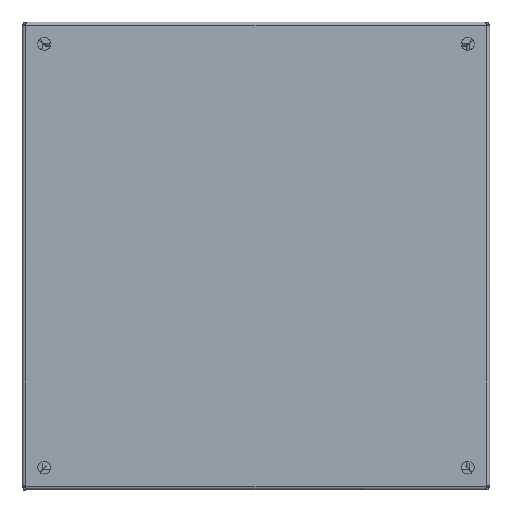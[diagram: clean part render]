
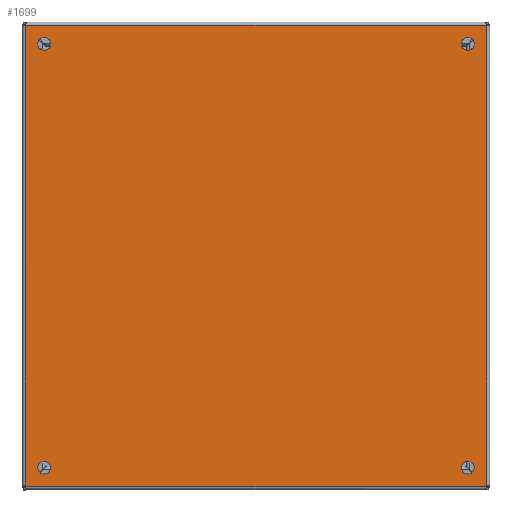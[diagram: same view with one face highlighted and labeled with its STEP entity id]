
A CAD part, top view. The second image highlights one B-rep face of the part: STEP entity #1699.
In plain terms, the highlighted planar face has unit normal (0, 0, 1).
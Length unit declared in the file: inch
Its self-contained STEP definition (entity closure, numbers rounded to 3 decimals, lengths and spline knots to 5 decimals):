
#1112 = DIRECTION ( 'NONE',  ( -1., 0., 0. ) ) ;
#1699 = ADVANCED_FACE ( 'NONE', ( #9864, #68287, #34619, #65339, #70275 ), #44909, .F. ) ;
#3081 = VERTEX_POINT ( 'NONE', #78546 ) ;
#3195 = VECTOR ( 'NONE', #25478, 39.37008 ) ;
#3226 = VERTEX_POINT ( 'NONE', #35365 ) ;
#4173 = VERTEX_POINT ( 'NONE', #14474 ) ;
#4198 = DIRECTION ( 'NONE',  ( 0., 0., 1. ) ) ;
#5243 = EDGE_CURVE ( 'NONE', #59165, #58598, #29989, .T. ) ;
#5350 = AXIS2_PLACEMENT_3D ( 'NONE', #63242, #76832, #38652 ) ;
#5977 = EDGE_LOOP ( 'NONE', ( #13804 ) ) ;
#6107 = CARTESIAN_POINT ( 'NONE',  ( 15.76975, 7.875, 8.9175 ) ) ;
#6232 = CARTESIAN_POINT ( 'NONE',  ( 0.40625, 15.125, 8.9175 ) ) ;
#9864 = FACE_BOUND ( 'NONE', #10997, .T. ) ;
#10053 = DIRECTION ( 'NONE',  ( -1., 0., 0. ) ) ;
#10997 = EDGE_LOOP ( 'NONE', ( #74387 ) ) ;
#11188 = DIRECTION ( 'NONE',  ( -1., 0., 0. ) ) ;
#11990 = LINE ( 'NONE', #46729, #77330 ) ;
#12075 = VERTEX_POINT ( 'NONE', #66763 ) ;
#13327 = CIRCLE ( 'NONE', #57172, 0.21875 ) ;
#13341 = ORIENTED_EDGE ( 'NONE', *, *, #37002, .F. ) ;
#13371 = CARTESIAN_POINT ( 'NONE',  ( 7.875, 7.875, 8.9175 ) ) ;
#13583 = EDGE_CURVE ( 'NONE', #20155, #20155, #13327, .T. ) ;
#13668 = ORIENTED_EDGE ( 'NONE', *, *, #43304, .T. ) ;
#13804 = ORIENTED_EDGE ( 'NONE', *, *, #72133, .F. ) ;
#14474 = CARTESIAN_POINT ( 'NONE',  ( -0.00777, 15.76975, 8.9175 ) ) ;
#14548 = VERTEX_POINT ( 'NONE', #25135 ) ;
#15535 = ORIENTED_EDGE ( 'NONE', *, *, #75864, .F. ) ;
#15988 = AXIS2_PLACEMENT_3D ( 'NONE', #26795, #71079, #76614 ) ;
#18866 = DIRECTION ( 'NONE',  ( 0., 1., 0. ) ) ;
#19968 = AXIS2_PLACEMENT_3D ( 'NONE', #47963, #4198, #10053 ) ;
#20127 = EDGE_LOOP ( 'NONE', ( #67744, #40330, #72454, #35480, #13668, #15535, #65933, #34171 ) ) ;
#20155 = VERTEX_POINT ( 'NONE', #6232 ) ;
#21603 = LINE ( 'NONE', #78057, #61160 ) ;
#22147 = CARTESIAN_POINT ( 'NONE',  ( 15.81289, 15.81289, 8.9175 ) ) ;
#22878 = AXIS2_PLACEMENT_3D ( 'NONE', #31402, #30592, #49952 ) ;
#25093 = CARTESIAN_POINT ( 'NONE',  ( 15.76975, 15.75777, 8.9175 ) ) ;
#25135 = CARTESIAN_POINT ( 'NONE',  ( 15.75777, -0.01975, 8.9175 ) ) ;
#25145 = EDGE_LOOP ( 'NONE', ( #13341 ) ) ;
#25478 = DIRECTION ( 'NONE',  ( 0., -1., 0. ) ) ;
#26195 = CARTESIAN_POINT ( 'NONE',  ( -0.01975, -0.00777, 8.9175 ) ) ;
#26795 = CARTESIAN_POINT ( 'NONE',  ( 15.125, 15.125, 8.9175 ) ) ;
#27087 = CARTESIAN_POINT ( 'NONE',  ( -0.06289, -0.06289, 8.9175 ) ) ;
#28328 = VECTOR ( 'NONE', #18866, 39.37008 ) ;
#29989 = LINE ( 'NONE', #6107, #3195 ) ;
#30592 = DIRECTION ( 'NONE',  ( 0., 0., -1. ) ) ;
#31027 = VERTEX_POINT ( 'NONE', #26195 ) ;
#31402 = CARTESIAN_POINT ( 'NONE',  ( -0.06289, 15.81289, 8.9175 ) ) ;
#32777 = CIRCLE ( 'NONE', #62733, 0.07 ) ;
#33175 = DIRECTION ( 'NONE',  ( 0., 0., -1. ) ) ;
#33958 = EDGE_CURVE ( 'NONE', #14548, #58598, #52043, .T. ) ;
#34171 = ORIENTED_EDGE ( 'NONE', *, *, #77328, .F. ) ;
#34619 = FACE_BOUND ( 'NONE', #5977, .T. ) ;
#34861 = DIRECTION ( 'NONE',  ( 1., 0., 0. ) ) ;
#35365 = CARTESIAN_POINT ( 'NONE',  ( -0.00777, -0.01975, 8.9175 ) ) ;
#35480 = ORIENTED_EDGE ( 'NONE', *, *, #39314, .F. ) ;
#37002 = EDGE_CURVE ( 'NONE', #12075, #12075, #49883, .T. ) ;
#38652 = DIRECTION ( 'NONE',  ( -1., 0., 0. ) ) ;
#38843 = EDGE_LOOP ( 'NONE', ( #59286 ) ) ;
#39314 = EDGE_CURVE ( 'NONE', #4173, #3081, #21603, .T. ) ;
#39787 = VERTEX_POINT ( 'NONE', #47970 ) ;
#40330 = ORIENTED_EDGE ( 'NONE', *, *, #5243, .F. ) ;
#40609 = EDGE_CURVE ( 'NONE', #39787, #39787, #57736, .T. ) ;
#43038 = CIRCLE ( 'NONE', #5350, 0.21875 ) ;
#43304 = EDGE_CURVE ( 'NONE', #4173, #73814, #61309, .T. ) ;
#44909 = PLANE ( 'NONE',  #61153 ) ;
#45171 = LINE ( 'NONE', #75328, #28328 ) ;
#46201 = DIRECTION ( 'NONE',  ( 1., 0., 0. ) ) ;
#46729 = CARTESIAN_POINT ( 'NONE',  ( 7.875, -0.01975, 8.9175 ) ) ;
#47963 = CARTESIAN_POINT ( 'NONE',  ( 15.125, 0.625, 8.9175 ) ) ;
#47970 = CARTESIAN_POINT ( 'NONE',  ( 14.90625, 0.625, 8.9175 ) ) ;
#49395 = DIRECTION ( 'NONE',  ( 0., 0., 1. ) ) ;
#49883 = CIRCLE ( 'NONE', #15988, 0.21875 ) ;
#49952 = DIRECTION ( 'NONE',  ( 1., 0., 0. ) ) ;
#50373 = EDGE_CURVE ( 'NONE', #59165, #3081, #32777, .T. ) ;
#52043 = CIRCLE ( 'NONE', #74540, 0.07 ) ;
#53168 = DIRECTION ( 'NONE',  ( 0., 0., -1. ) ) ;
#54288 = CARTESIAN_POINT ( 'NONE',  ( 0.40625, 0.625, 8.9175 ) ) ;
#57172 = AXIS2_PLACEMENT_3D ( 'NONE', #80673, #49395, #11188 ) ;
#57288 = CIRCLE ( 'NONE', #65967, 0.07 ) ;
#57736 = CIRCLE ( 'NONE', #19968, 0.21875 ) ;
#58598 = VERTEX_POINT ( 'NONE', #82273 ) ;
#58975 = CARTESIAN_POINT ( 'NONE',  ( -0.01975, 15.75777, 8.9175 ) ) ;
#59165 = VERTEX_POINT ( 'NONE', #25093 ) ;
#59286 = ORIENTED_EDGE ( 'NONE', *, *, #40609, .F. ) ;
#61153 = AXIS2_PLACEMENT_3D ( 'NONE', #13371, #70632, #1112 ) ;
#61160 = VECTOR ( 'NONE', #78334, 39.37008 ) ;
#61309 = CIRCLE ( 'NONE', #22878, 0.07 ) ;
#62733 = AXIS2_PLACEMENT_3D ( 'NONE', #22147, #72536, #78894 ) ;
#63242 = CARTESIAN_POINT ( 'NONE',  ( 0.625, 0.625, 8.9175 ) ) ;
#65339 = FACE_BOUND ( 'NONE', #38843, .T. ) ;
#65603 = CARTESIAN_POINT ( 'NONE',  ( 15.81289, -0.06289, 8.9175 ) ) ;
#65933 = ORIENTED_EDGE ( 'NONE', *, *, #80168, .T. ) ;
#65967 = AXIS2_PLACEMENT_3D ( 'NONE', #27087, #33175, #46201 ) ;
#66763 = CARTESIAN_POINT ( 'NONE',  ( 14.90625, 15.125, 8.9175 ) ) ;
#67744 = ORIENTED_EDGE ( 'NONE', *, *, #33958, .T. ) ;
#68287 = FACE_BOUND ( 'NONE', #25145, .T. ) ;
#70275 = FACE_OUTER_BOUND ( 'NONE', #20127, .T. ) ;
#70632 = DIRECTION ( 'NONE',  ( 0., 0., -1. ) ) ;
#71079 = DIRECTION ( 'NONE',  ( 0., 0., 1. ) ) ;
#71400 = VERTEX_POINT ( 'NONE', #54288 ) ;
#72133 = EDGE_CURVE ( 'NONE', #71400, #71400, #43038, .T. ) ;
#72454 = ORIENTED_EDGE ( 'NONE', *, *, #50373, .T. ) ;
#72536 = DIRECTION ( 'NONE',  ( 0., 0., -1. ) ) ;
#72740 = DIRECTION ( 'NONE',  ( -1., 0., 0. ) ) ;
#73814 = VERTEX_POINT ( 'NONE', #58975 ) ;
#74387 = ORIENTED_EDGE ( 'NONE', *, *, #13583, .F. ) ;
#74540 = AXIS2_PLACEMENT_3D ( 'NONE', #65603, #53168, #34861 ) ;
#75328 = CARTESIAN_POINT ( 'NONE',  ( -0.01975, 7.875, 8.9175 ) ) ;
#75864 = EDGE_CURVE ( 'NONE', #31027, #73814, #45171, .T. ) ;
#76614 = DIRECTION ( 'NONE',  ( -1., 0., 0. ) ) ;
#76832 = DIRECTION ( 'NONE',  ( 0., 0., 1. ) ) ;
#77328 = EDGE_CURVE ( 'NONE', #14548, #3226, #11990, .T. ) ;
#77330 = VECTOR ( 'NONE', #72740, 39.37008 ) ;
#78057 = CARTESIAN_POINT ( 'NONE',  ( 7.875, 15.76975, 8.9175 ) ) ;
#78334 = DIRECTION ( 'NONE',  ( 1., 0., 0. ) ) ;
#78546 = CARTESIAN_POINT ( 'NONE',  ( 15.75777, 15.76975, 8.9175 ) ) ;
#78894 = DIRECTION ( 'NONE',  ( 1., 0., 0. ) ) ;
#80168 = EDGE_CURVE ( 'NONE', #31027, #3226, #57288, .T. ) ;
#80673 = CARTESIAN_POINT ( 'NONE',  ( 0.625, 15.125, 8.9175 ) ) ;
#82273 = CARTESIAN_POINT ( 'NONE',  ( 15.76975, -0.00777, 8.9175 ) ) ;
